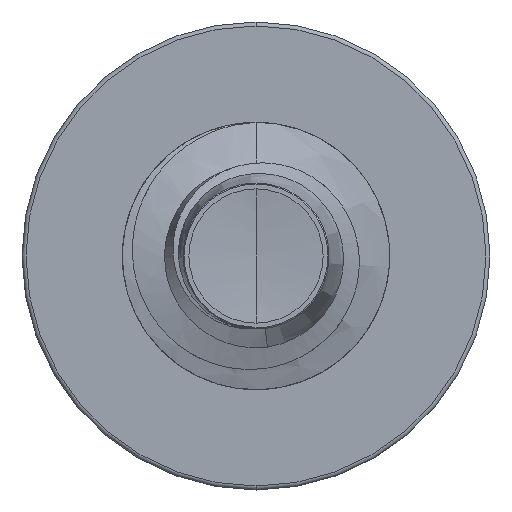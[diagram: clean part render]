
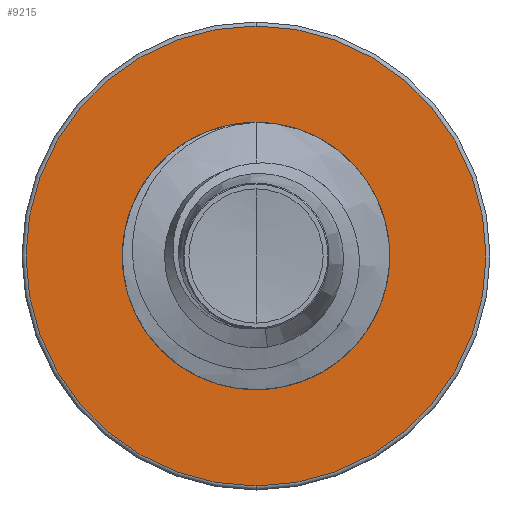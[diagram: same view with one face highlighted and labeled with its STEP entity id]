
A CAD part, front view. The second image highlights one B-rep face of the part: STEP entity #9215.
In plain terms, the highlighted planar face has unit normal (0, -1, 0).
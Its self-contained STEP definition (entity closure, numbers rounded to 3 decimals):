
#218 = EDGE_CURVE ( 'NONE', #8149, #974, #17636, .T. ) ;
#918 = EDGE_LOOP ( 'NONE', ( #2854, #8479 ) ) ;
#974 = VERTEX_POINT ( 'NONE', #5764 ) ;
#991 = EDGE_CURVE ( 'NONE', #13859, #5658, #17413, .T. ) ;
#1453 = EDGE_CURVE ( 'NONE', #5658, #13859, #9665, .T. ) ;
#1526 = DIRECTION ( 'NONE',  ( 0., 0., 1. ) ) ;
#1554 = DIRECTION ( 'NONE',  ( 0., 1., 0. ) ) ;
#1589 = CARTESIAN_POINT ( 'NONE',  ( 0., 12.5, 0. ) ) ;
#2683 = CIRCLE ( 'NONE', #14901, 1.989 ) ;
#2804 = DIRECTION ( 'NONE',  ( 0., 0., 1. ) ) ;
#2854 = ORIENTED_EDGE ( 'NONE', *, *, #1453, .F. ) ;
#2871 = DIRECTION ( 'NONE',  ( 0., 1., 0. ) ) ;
#3221 = CARTESIAN_POINT ( 'NONE',  ( 0., 12.5, 0. ) ) ;
#3330 = AXIS2_PLACEMENT_3D ( 'NONE', #18060, #14547, #17445 ) ;
#3488 = EDGE_LOOP ( 'NONE', ( #12540, #15467 ) ) ;
#5079 = DIRECTION ( 'NONE',  ( 0., 0., 1. ) ) ;
#5115 = DIRECTION ( 'NONE',  ( 0., 1., 0. ) ) ;
#5152 = CARTESIAN_POINT ( 'NONE',  ( 0., 12.5, 0. ) ) ;
#5658 = VERTEX_POINT ( 'NONE', #17040 ) ;
#5764 = CARTESIAN_POINT ( 'NONE',  ( 0., 12.5, 1.989 ) ) ;
#5890 = EDGE_CURVE ( 'NONE', #974, #8149, #2683, .T. ) ;
#8149 = VERTEX_POINT ( 'NONE', #9118 ) ;
#8479 = ORIENTED_EDGE ( 'NONE', *, *, #991, .F. ) ;
#9118 = CARTESIAN_POINT ( 'NONE',  ( 0., 12.5, -1.989 ) ) ;
#9215 = ADVANCED_FACE ( 'NONE', ( #15800, #12632 ), #17028, .F. ) ;
#9665 = CIRCLE ( 'NONE', #10877, 3.44 ) ;
#10877 = AXIS2_PLACEMENT_3D ( 'NONE', #1589, #1554, #1526 ) ;
#12540 = ORIENTED_EDGE ( 'NONE', *, *, #5890, .T. ) ;
#12632 = FACE_BOUND ( 'NONE', #3488, .T. ) ;
#13859 = VERTEX_POINT ( 'NONE', #17339 ) ;
#14547 = DIRECTION ( 'NONE',  ( 0., 1., 0. ) ) ;
#14901 = AXIS2_PLACEMENT_3D ( 'NONE', #3221, #2871, #2804 ) ;
#15467 = ORIENTED_EDGE ( 'NONE', *, *, #218, .T. ) ;
#15800 = FACE_OUTER_BOUND ( 'NONE', #918, .T. ) ;
#16675 = AXIS2_PLACEMENT_3D ( 'NONE', #5152, #5115, #5079 ) ;
#16784 = AXIS2_PLACEMENT_3D ( 'NONE', #17057, #17340, #16994 ) ;
#16994 = DIRECTION ( 'NONE',  ( 0., 0., 1. ) ) ;
#17028 = PLANE ( 'NONE',  #16784 ) ;
#17040 = CARTESIAN_POINT ( 'NONE',  ( 0., 12.5, 3.44 ) ) ;
#17057 = CARTESIAN_POINT ( 'NONE',  ( 0., 12.5, -1.989 ) ) ;
#17339 = CARTESIAN_POINT ( 'NONE',  ( 0., 12.5, -3.44 ) ) ;
#17340 = DIRECTION ( 'NONE',  ( 0., 1., 0. ) ) ;
#17413 = CIRCLE ( 'NONE', #16675, 3.44 ) ;
#17445 = DIRECTION ( 'NONE',  ( 0., 0., 1. ) ) ;
#17636 = CIRCLE ( 'NONE', #3330, 1.989 ) ;
#18060 = CARTESIAN_POINT ( 'NONE',  ( 0., 12.5, 0. ) ) ;
